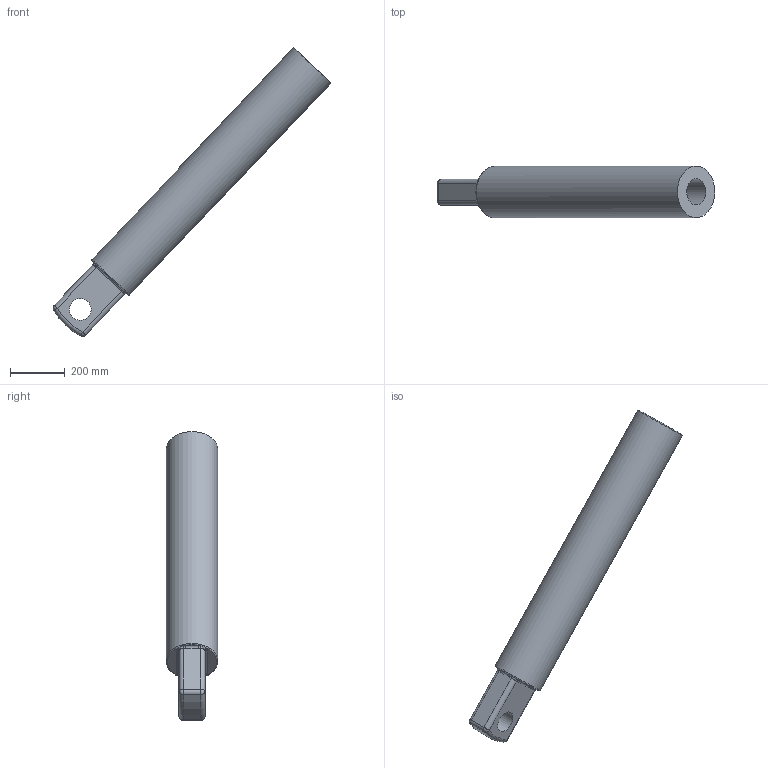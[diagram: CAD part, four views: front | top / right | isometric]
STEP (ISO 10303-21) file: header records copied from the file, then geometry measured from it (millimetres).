
FILE_DESCRIPTION( ( '' ), ' ' );
FILE_NAME( '5836a71b52526810fcad87fb.step', '2016-11-24T08:38:52', ( '' ), ( '' ), ' ', ' ', ' ' );
FILE_SCHEMA( ( 'AUTOMOTIVE_DESIGN { 1 0 10303 214 1 1 1 1 }' ) );
Length unit declared in the file: metre
Products named in the file (1): CylinderBoom
Bounding box: 1012.8 x 188.1 x 1053.44 mm (x, y, z)
Volume: 25665465.9 mm3; surface area: 1102151.8 mm2
Topology: 1 solids, 1 shells, 43 faces, 95 edges, 51 vertices
Faces by surface type: cylinder 14, plane 10, bspline 8, torus 7, sphere 4
Full cylindrical faces by diameter (mm): 79.2 x1, 95.04 x1, 188.1 x1
Entity records: 2686 total; most frequent: CARTESIAN_POINT 1452, DIRECTION 192, ORIENTED_EDGE 172, AXIS2_PLACEMENT_3D 86, EDGE_CURVE 86, EDGE_LOOP 50, VERTEX_POINT 50, CIRCLE 50
